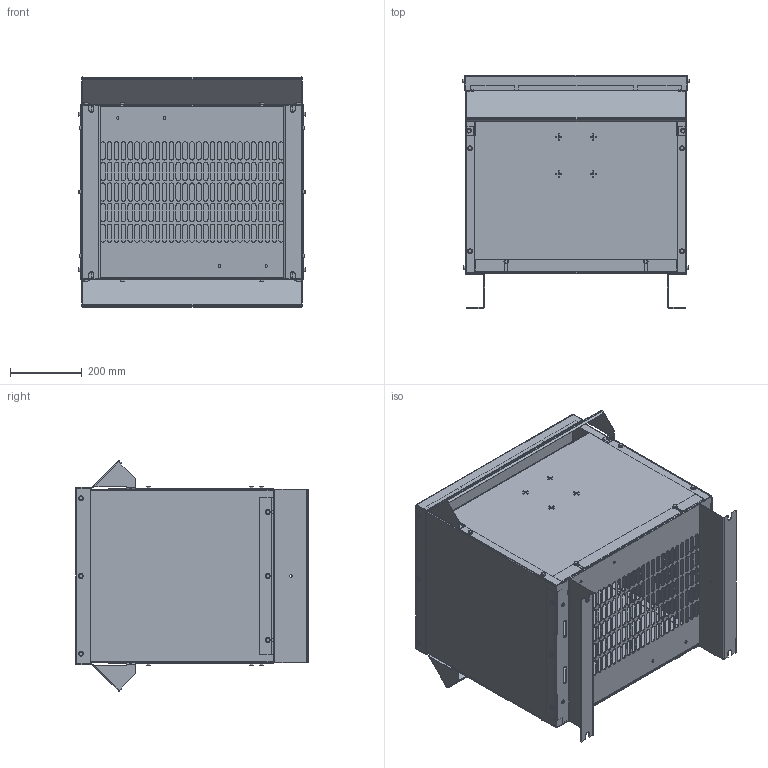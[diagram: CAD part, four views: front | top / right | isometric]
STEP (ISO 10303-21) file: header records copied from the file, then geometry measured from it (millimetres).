
FILE_DESCRIPTION (( 'STEP AP214' ), '1' );
FILE_NAME ('T3015K0013B.STEP', '2017-03-01T16:35:00', ( '' ), ( '' ), 'SwSTEP 2.0', 'SolidWorks 2017', '' );
FILE_SCHEMA (( 'AUTOMOTIVE_DESIGN' ));
Length unit declared in the file: inch
Products named in the file (9): T3015K0013B; 154-001_.25-14 Type B Steel Zinc Plated Thread Forming HH Screw; 150-003 Prototype Slots_150-003; 150-007; 150-006_150-006; 150-004_150-004; 150-005_150-005; 150-002_150-002; 150-001_150-001
Assembly tree (39 placements, depth 3):
  T3015K0013B
    150-001_150-001
    150-002_150-002  x2
    150-006_150-006
      150-005_150-005
      150-004_150-004  x2
    150-007  x2
    150-003 Prototype Slots_150-003  x2
    154-001_.25-14 Type B Steel Zinc Plated Thread Forming HH Screw  x28
Bounding box: 631.7 x 647.07 x 640.73 mm (x, y, z)
Volume: 3719609 mm3; surface area: 4521630.4 mm2
Topology: 38 solids, 38 shells, 3723 faces, 10289 edges, 6714 vertices
Faces by surface type: cylinder 1755, plane 1256, bspline 404, cone 308
Entity records: 47329 total; most frequent: CARTESIAN_POINT 9759, DIRECTION 7789, ORIENTED_EDGE 7702, EDGE_CURVE 3851, AXIS2_PLACEMENT_3D 2677, VERTEX_POINT 2510, VECTOR 2435, LINE 2435
